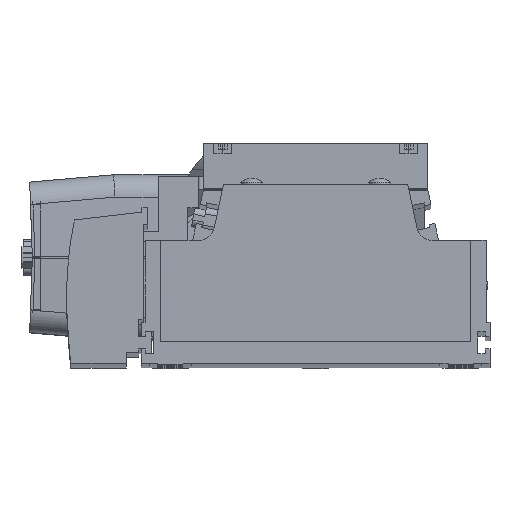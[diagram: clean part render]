
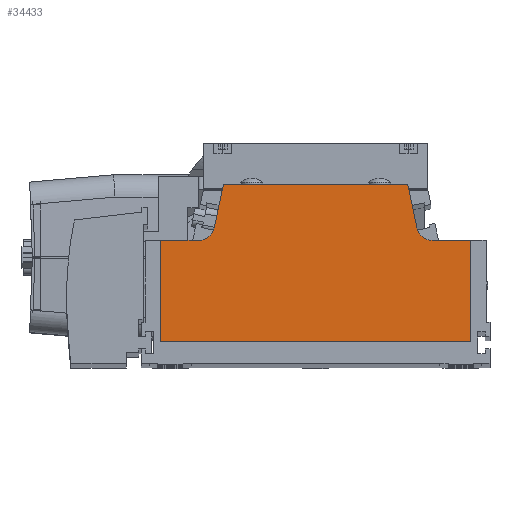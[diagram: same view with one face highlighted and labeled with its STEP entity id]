
A CAD part, top view. The second image highlights one B-rep face of the part: STEP entity #34433.
In plain terms, the highlighted planar face has unit normal (0, 0, 1).
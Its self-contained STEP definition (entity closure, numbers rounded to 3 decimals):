
#33 = EDGE_CURVE ( 'NONE', #33236, #2934, #18044, .T. ) ;
#744 = CARTESIAN_POINT ( 'NONE',  ( 40., -23.13, 722.5 ) ) ;
#823 = AXIS2_PLACEMENT_3D ( 'NONE', #19739, #33463, #11995 ) ;
#1858 = CARTESIAN_POINT ( 'NONE',  ( -40., -23.13, 722.5 ) ) ;
#2354 = VECTOR ( 'NONE', #29559, 1000. ) ;
#2934 = VERTEX_POINT ( 'NONE', #33466 ) ;
#3051 = CARTESIAN_POINT ( 'NONE',  ( -23.784, 17.45, 722.5 ) ) ;
#3479 = DIRECTION ( 'NONE',  ( -1., 0., 0. ) ) ;
#4849 = DIRECTION ( 'NONE',  ( -1., 0., 0. ) ) ;
#4992 = DIRECTION ( 'NONE',  ( 0., -1., 0. ) ) ;
#5102 = EDGE_LOOP ( 'NONE', ( #30926, #6977, #12446, #14611, #26039, #24452, #6007, #22055, #26787, #9639 ) ) ;
#5938 = AXIS2_PLACEMENT_3D ( 'NONE', #12343, #25875, #26056 ) ;
#6007 = ORIENTED_EDGE ( 'NONE', *, *, #22415, .T. ) ;
#6034 = CIRCLE ( 'NONE', #17280, 4. ) ;
#6112 = DIRECTION ( 'NONE',  ( 0., 0., -1. ) ) ;
#6888 = PLANE ( 'NONE',  #823 ) ;
#6977 = ORIENTED_EDGE ( 'NONE', *, *, #22542, .T. ) ;
#7843 = DIRECTION ( 'NONE',  ( -1., 0., 0. ) ) ;
#7905 = VERTEX_POINT ( 'NONE', #12142 ) ;
#8094 = LINE ( 'NONE', #23726, #2354 ) ;
#8451 = VERTEX_POINT ( 'NONE', #15531 ) ;
#8683 = DIRECTION ( 'NONE',  ( 1., 0., 0. ) ) ;
#9457 = CARTESIAN_POINT ( 'NONE',  ( -26.797, 3., 722.5 ) ) ;
#9636 = CARTESIAN_POINT ( 'NONE',  ( -40., 3., 722.5 ) ) ;
#9639 = ORIENTED_EDGE ( 'NONE', *, *, #33, .F. ) ;
#10650 = CARTESIAN_POINT ( 'NONE',  ( -40., 3., 722.5 ) ) ;
#10932 = EDGE_CURVE ( 'NONE', #7905, #20995, #31935, .T. ) ;
#11639 = EDGE_CURVE ( 'NONE', #17322, #27625, #21118, .T. ) ;
#11995 = DIRECTION ( 'NONE',  ( -1., 0., 0. ) ) ;
#12101 = DIRECTION ( 'NONE',  ( -1., 0., 0. ) ) ;
#12142 = CARTESIAN_POINT ( 'NONE',  ( -30.049, 3., 722.5 ) ) ;
#12343 = CARTESIAN_POINT ( 'NONE',  ( 30.049, 7., 722.5 ) ) ;
#12446 = ORIENTED_EDGE ( 'NONE', *, *, #11639, .T. ) ;
#13080 = CARTESIAN_POINT ( 'NONE',  ( 26.133, 6.184, 722.5 ) ) ;
#13323 = VECTOR ( 'NONE', #12101, 1000. ) ;
#13451 = VECTOR ( 'NONE', #4849, 1000. ) ;
#13590 = VECTOR ( 'NONE', #20343, 1000. ) ;
#14611 = ORIENTED_EDGE ( 'NONE', *, *, #29540, .F. ) ;
#15531 = CARTESIAN_POINT ( 'NONE',  ( -26.133, 6.184, 722.5 ) ) ;
#15613 = CARTESIAN_POINT ( 'NONE',  ( 40., 84.488, 722.5 ) ) ;
#17280 = AXIS2_PLACEMENT_3D ( 'NONE', #24595, #6112, #3479 ) ;
#17322 = VERTEX_POINT ( 'NONE', #26982 ) ;
#17385 = LINE ( 'NONE', #9636, #13323 ) ;
#18044 = LINE ( 'NONE', #1858, #13451 ) ;
#18434 = DIRECTION ( 'NONE',  ( 0., -1., 0. ) ) ;
#18491 = VECTOR ( 'NONE', #4992, 1000. ) ;
#19395 = EDGE_CURVE ( 'NONE', #34228, #33236, #26331, .T. ) ;
#19691 = VECTOR ( 'NONE', #8683, 1000. ) ;
#19739 = CARTESIAN_POINT ( 'NONE',  ( -40., 84.488, 722.5 ) ) ;
#20196 = CARTESIAN_POINT ( 'NONE',  ( -40., 3., 722.5 ) ) ;
#20343 = DIRECTION ( 'NONE',  ( 0.204, 0.979, 0. ) ) ;
#20423 = VECTOR ( 'NONE', #18434, 1000. ) ;
#20995 = VERTEX_POINT ( 'NONE', #20196 ) ;
#21118 = CIRCLE ( 'NONE', #5938, 4. ) ;
#21348 = CARTESIAN_POINT ( 'NONE',  ( -40., 84.488, 722.5 ) ) ;
#21522 = LINE ( 'NONE', #21348, #18491 ) ;
#22055 = ORIENTED_EDGE ( 'NONE', *, *, #10932, .T. ) ;
#22415 = EDGE_CURVE ( 'NONE', #8451, #7905, #6034, .T. ) ;
#22542 = EDGE_CURVE ( 'NONE', #34228, #17322, #17385, .T. ) ;
#23726 = CARTESIAN_POINT ( 'NONE',  ( 23.784, 17.45, 722.5 ) ) ;
#24352 = VERTEX_POINT ( 'NONE', #29469 ) ;
#24452 = ORIENTED_EDGE ( 'NONE', *, *, #29677, .F. ) ;
#24595 = CARTESIAN_POINT ( 'NONE',  ( -30.049, 7., 722.5 ) ) ;
#25553 = VECTOR ( 'NONE', #7843, 1000. ) ;
#25875 = DIRECTION ( 'NONE',  ( 0., 0., -1. ) ) ;
#26039 = ORIENTED_EDGE ( 'NONE', *, *, #26657, .F. ) ;
#26056 = DIRECTION ( 'NONE',  ( -1., 0., 0. ) ) ;
#26331 = LINE ( 'NONE', #15613, #20423 ) ;
#26377 = VERTEX_POINT ( 'NONE', #31379 ) ;
#26657 = EDGE_CURVE ( 'NONE', #26377, #24352, #30300, .T. ) ;
#26787 = ORIENTED_EDGE ( 'NONE', *, *, #31018, .T. ) ;
#26982 = CARTESIAN_POINT ( 'NONE',  ( 30.049, 3., 722.5 ) ) ;
#27625 = VERTEX_POINT ( 'NONE', #13080 ) ;
#29469 = CARTESIAN_POINT ( 'NONE',  ( 23.784, 17.45, 722.5 ) ) ;
#29540 = EDGE_CURVE ( 'NONE', #24352, #27625, #8094, .T. ) ;
#29559 = DIRECTION ( 'NONE',  ( 0.204, -0.979, 0. ) ) ;
#29624 = CARTESIAN_POINT ( 'NONE',  ( 40., 3., 722.5 ) ) ;
#29677 = EDGE_CURVE ( 'NONE', #8451, #26377, #33892, .T. ) ;
#30300 = LINE ( 'NONE', #3051, #19691 ) ;
#30926 = ORIENTED_EDGE ( 'NONE', *, *, #19395, .F. ) ;
#30992 = FACE_OUTER_BOUND ( 'NONE', #5102, .T. ) ;
#31018 = EDGE_CURVE ( 'NONE', #20995, #2934, #21522, .T. ) ;
#31379 = CARTESIAN_POINT ( 'NONE',  ( -23.784, 17.45, 722.5 ) ) ;
#31935 = LINE ( 'NONE', #10650, #25553 ) ;
#33236 = VERTEX_POINT ( 'NONE', #744 ) ;
#33463 = DIRECTION ( 'NONE',  ( 0., 0., -1. ) ) ;
#33466 = CARTESIAN_POINT ( 'NONE',  ( -40., -23.13, 722.5 ) ) ;
#33892 = LINE ( 'NONE', #9457, #13590 ) ;
#34228 = VERTEX_POINT ( 'NONE', #29624 ) ;
#34433 = ADVANCED_FACE ( 'NONE', ( #30992 ), #6888, .F. ) ;
